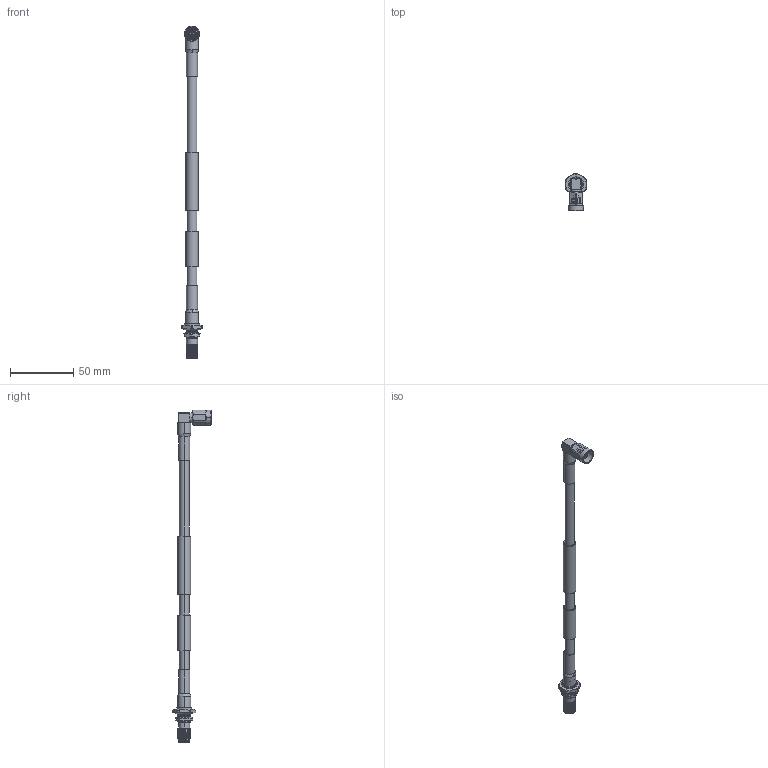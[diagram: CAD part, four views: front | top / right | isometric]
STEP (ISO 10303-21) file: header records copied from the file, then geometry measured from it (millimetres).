
FILE_DESCRIPTION (( 'STEP AP214' ), '1' );
FILE_NAME ('FMCA2266.step', '2021-02-09T19:10:56', ( '' ), ( '' ), 'SwSTEP 2.0', 'SolidWorks 2018', '' );
FILE_SCHEMA (( 'AUTOMOTIVE_DESIGN' ));
Length unit declared in the file: inch
Products named in the file (5): Heat Shrink^FMCA2266; FMCA2266; FM-1/4SFHC^FMCA2266; FMCN1711^FMCA2266; FMCN1709^FMCA2266
Assembly tree (5 placements, depth 2):
  FMCA2266
    FM-1/4SFHC^FMCA2266
    Heat Shrink^FMCA2266  x2
    FMCN1711^FMCA2266
    FMCN1709^FMCA2266
Bounding box: 16 x 30.17 x 261.65 mm (x, y, z)
Volume: 17665.1 mm3; surface area: 11543.6 mm2
Topology: 8 solids, 8 shells, 626 faces, 1726 edges, 1134 vertices
Faces by surface type: bspline 193, plane 169, cylinder 166, cone 83, torus 15
Entity records: 136802 total; most frequent: CARTESIAN_POINT 123008, ORIENTED_EDGE 3412, DIRECTION 2155, EDGE_CURVE 1706, VERTEX_POINT 1122, AXIS2_PLACEMENT_3D 809, EDGE_LOOP 650, ADVANCED_FACE 618
